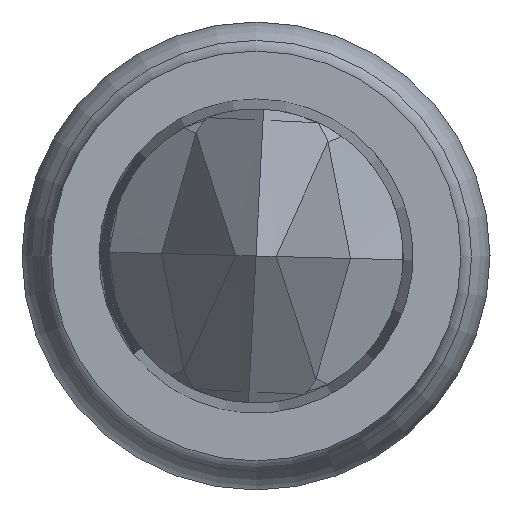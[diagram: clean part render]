
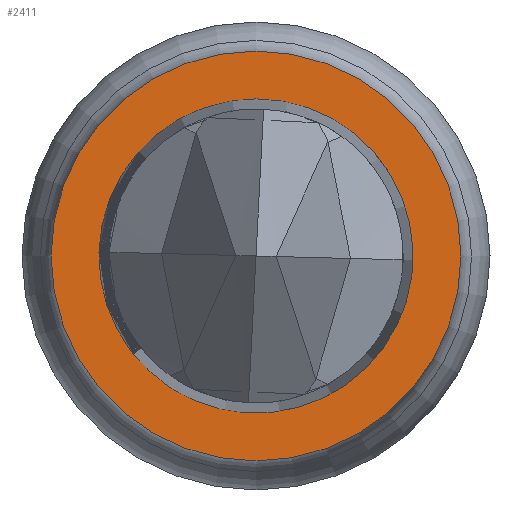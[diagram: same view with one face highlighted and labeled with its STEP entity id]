
A CAD part, left-side view. The second image highlights one B-rep face of the part: STEP entity #2411.
In plain terms, the highlighted planar face has unit normal (-1, 0, 0).
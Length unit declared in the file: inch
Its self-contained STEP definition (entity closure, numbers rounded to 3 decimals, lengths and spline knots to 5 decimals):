
#24 = PLANE ( 'NONE',  #1389 ) ;
#94 = EDGE_CURVE ( 'NONE', #2175, #2175, #3463, .T. ) ;
#207 = DIRECTION ( 'NONE',  ( 0., 0., 1. ) ) ;
#437 = AXIS2_PLACEMENT_3D ( 'NONE', #1755, #1774, #3008 ) ;
#912 = CIRCLE ( 'NONE', #1976, 0.0176 ) ;
#1143 = ORIENTED_EDGE ( 'NONE', *, *, #94, .F. ) ;
#1344 = FACE_BOUND ( 'NONE', #3639, .T. ) ;
#1376 = DIRECTION ( 'NONE',  ( 0., 0., -1. ) ) ;
#1389 = AXIS2_PLACEMENT_3D ( 'NONE', #1778, #3014, #207 ) ;
#1416 = CARTESIAN_POINT ( 'NONE',  ( 0., 0., 0. ) ) ;
#1755 = CARTESIAN_POINT ( 'NONE',  ( 0., 0., 0. ) ) ;
#1774 = DIRECTION ( 'NONE',  ( -1., 0., 0. ) ) ;
#1778 = CARTESIAN_POINT ( 'NONE',  ( 0., 0.0165, 0. ) ) ;
#1863 = CARTESIAN_POINT ( 'NONE',  ( 0., 0., -0.0176 ) ) ;
#1949 = FACE_OUTER_BOUND ( 'NONE', #3040, .T. ) ;
#1976 = AXIS2_PLACEMENT_3D ( 'NONE', #1416, #3971, #1376 ) ;
#2175 = VERTEX_POINT ( 'NONE', #3833 ) ;
#2411 = ADVANCED_FACE ( 'NONE', ( #1344, #1949 ), #24, .T. ) ;
#2717 = EDGE_CURVE ( 'NONE', #3176, #3176, #912, .T. ) ;
#3008 = DIRECTION ( 'NONE',  ( 0., 0., 1. ) ) ;
#3014 = DIRECTION ( 'NONE',  ( -1., 0., 0. ) ) ;
#3040 = EDGE_LOOP ( 'NONE', ( #3961 ) ) ;
#3176 = VERTEX_POINT ( 'NONE', #1863 ) ;
#3463 = CIRCLE ( 'NONE', #437, 0.01349 ) ;
#3639 = EDGE_LOOP ( 'NONE', ( #1143 ) ) ;
#3833 = CARTESIAN_POINT ( 'NONE',  ( 0., 0., 0.01349 ) ) ;
#3961 = ORIENTED_EDGE ( 'NONE', *, *, #2717, .F. ) ;
#3971 = DIRECTION ( 'NONE',  ( 1., 0., 0. ) ) ;
